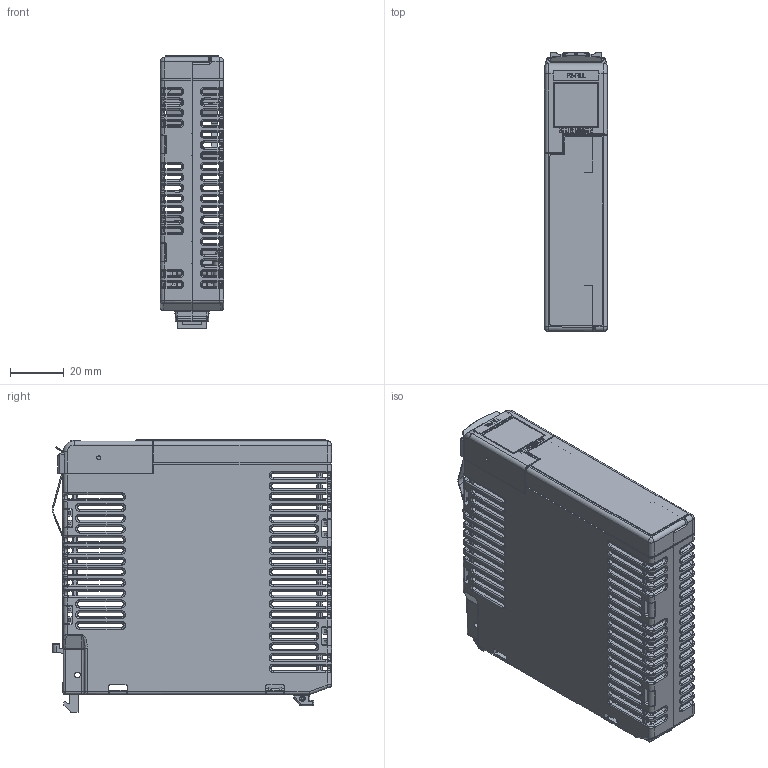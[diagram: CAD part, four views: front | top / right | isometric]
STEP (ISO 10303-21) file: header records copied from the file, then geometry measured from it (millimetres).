
FILE_DESCRIPTION (( 'STEP AP214' ), '1' );
FILE_NAME ('P2-FILL.STEP', '2019-03-05T00:22:36', ( '' ), ( '' ), 'SwSTEP 2.0', 'SolidWorks 2017', '' );
FILE_SCHEMA (( 'AUTOMOTIVE_DESIGN' ));
Length unit declared in the file: inch
Products named in the file (1): P2-FILL
Bounding box: 23.61 x 104.31 x 101.61 mm (x, y, z)
Volume: 37341.5 mm3; surface area: 60948.6 mm2
Topology: 7 solids, 7 shells, 3616 faces, 9985 edges, 6227 vertices
Faces by surface type: plane 1621, cylinder 1012, bspline 740, cone 243
Entity records: 155660 total; most frequent: CARTESIAN_POINT 53453, ORIENTED_EDGE 19920, DIRECTION 14936, EDGE_CURVE 9960, VERTEX_POINT 6227, LINE 5938, VECTOR 5938, AXIS2_PLACEMENT_3D 4499
